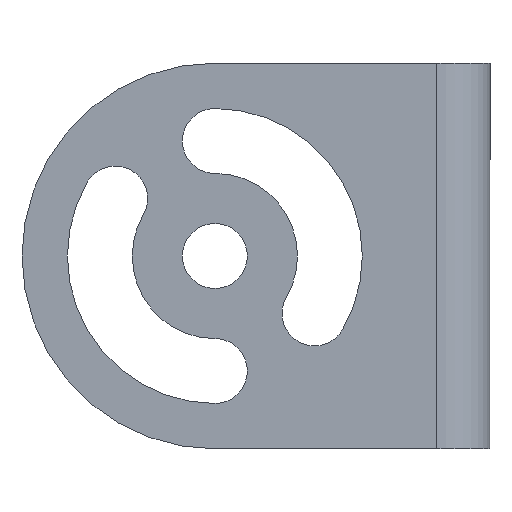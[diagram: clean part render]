
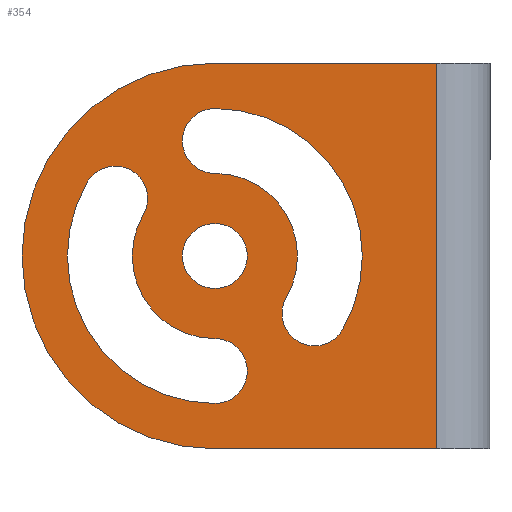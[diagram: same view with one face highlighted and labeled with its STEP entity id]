
A CAD part, front view. The second image highlights one B-rep face of the part: STEP entity #354.
In plain terms, the highlighted planar face has unit normal (0, -1, 0).
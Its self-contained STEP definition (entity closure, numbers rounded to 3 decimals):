
#2 = VERTEX_POINT ( 'NONE', #602 ) ;
#5 = CIRCLE ( 'NONE', #222, 7. ) ;
#16 = CIRCLE ( 'NONE', #477, 2.75 ) ;
#17 = CIRCLE ( 'NONE', #416, 12.5 ) ;
#20 = ORIENTED_EDGE ( 'NONE', *, *, #295, .T. ) ;
#22 = EDGE_CURVE ( 'NONE', #440, #280, #464, .T. ) ;
#24 = ORIENTED_EDGE ( 'NONE', *, *, #210, .T. ) ;
#29 = CARTESIAN_POINT ( 'NONE',  ( -21.65, 0., 0. ) ) ;
#34 = DIRECTION ( 'NONE',  ( 0., 1., 0. ) ) ;
#47 = LINE ( 'NONE', #156, #622 ) ;
#60 = CARTESIAN_POINT ( 'NONE',  ( -21.65, 0., 0. ) ) ;
#61 = DIRECTION ( 'NONE',  ( 0., -1., 0. ) ) ;
#66 = CARTESIAN_POINT ( 'NONE',  ( -21.65, 0., 9.75 ) ) ;
#73 = DIRECTION ( 'NONE',  ( 0., 0., -1. ) ) ;
#74 = CARTESIAN_POINT ( 'NONE',  ( -21.65, 0., -16.35 ) ) ;
#77 = CARTESIAN_POINT ( 'NONE',  ( -21.65, 0., 0. ) ) ;
#81 = AXIS2_PLACEMENT_3D ( 'NONE', #720, #184, #101 ) ;
#97 = EDGE_CURVE ( 'NONE', #104, #104, #499, .T. ) ;
#99 = VERTEX_POINT ( 'NONE', #519 ) ;
#101 = DIRECTION ( 'NONE',  ( 0., 0., 1. ) ) ;
#104 = VERTEX_POINT ( 'NONE', #358 ) ;
#118 = VERTEX_POINT ( 'NONE', #680 ) ;
#120 = CARTESIAN_POINT ( 'NONE',  ( -15.588, 0., -3.5 ) ) ;
#121 = CARTESIAN_POINT ( 'NONE',  ( -27.712, 0., 3.5 ) ) ;
#128 = ORIENTED_EDGE ( 'NONE', *, *, #770, .T. ) ;
#132 = CIRCLE ( 'NONE', #251, 2.75 ) ;
#143 = AXIS2_PLACEMENT_3D ( 'NONE', #442, #191, #270 ) ;
#148 = EDGE_CURVE ( 'NONE', #118, #623, #17, .T. ) ;
#156 = CARTESIAN_POINT ( 'NONE',  ( -2.827, 0., 0. ) ) ;
#164 = CARTESIAN_POINT ( 'NONE',  ( -21.65, 0., 16.35 ) ) ;
#165 = VERTEX_POINT ( 'NONE', #621 ) ;
#174 = EDGE_CURVE ( 'NONE', #480, #440, #739, .T. ) ;
#184 = DIRECTION ( 'NONE',  ( 0., 1., 0. ) ) ;
#191 = DIRECTION ( 'NONE',  ( 0., -1., 0. ) ) ;
#192 = CARTESIAN_POINT ( 'NONE',  ( -21.65, 0., 0. ) ) ;
#194 = CIRCLE ( 'NONE', #673, 12.5 ) ;
#196 = DIRECTION ( 'NONE',  ( 0., 0., 1. ) ) ;
#201 = EDGE_LOOP ( 'NONE', ( #378, #520, #24, #419 ) ) ;
#208 = VECTOR ( 'NONE', #387, 1000. ) ;
#210 = EDGE_CURVE ( 'NONE', #165, #321, #16, .T. ) ;
#222 = AXIS2_PLACEMENT_3D ( 'NONE', #496, #61, #73 ) ;
#227 = FACE_BOUND ( 'NONE', #201, .T. ) ;
#242 = EDGE_CURVE ( 'NONE', #353, #118, #512, .T. ) ;
#251 = AXIS2_PLACEMENT_3D ( 'NONE', #682, #391, #677 ) ;
#270 = DIRECTION ( 'NONE',  ( 0., 0., -1. ) ) ;
#280 = VERTEX_POINT ( 'NONE', #164 ) ;
#282 = FACE_BOUND ( 'NONE', #328, .T. ) ;
#283 = EDGE_CURVE ( 'NONE', #321, #2, #194, .T. ) ;
#295 = EDGE_CURVE ( 'NONE', #480, #99, #47, .T. ) ;
#321 = VERTEX_POINT ( 'NONE', #723 ) ;
#324 = AXIS2_PLACEMENT_3D ( 'NONE', #60, #737, #196 ) ;
#327 = DIRECTION ( 'NONE',  ( 0., 1., 0. ) ) ;
#328 = EDGE_LOOP ( 'NONE', ( #128, #400, #659, #732 ) ) ;
#337 = CARTESIAN_POINT ( 'NONE',  ( -32.475, 0., 6.25 ) ) ;
#344 = CARTESIAN_POINT ( 'NONE',  ( -21.65, 0., -7. ) ) ;
#345 = VERTEX_POINT ( 'NONE', #121 ) ;
#348 = ORIENTED_EDGE ( 'NONE', *, *, #174, .F. ) ;
#353 = VERTEX_POINT ( 'NONE', #344 ) ;
#354 = ADVANCED_FACE ( 'NONE', ( #227, #781, #282, #706 ), #529, .F. ) ;
#358 = CARTESIAN_POINT ( 'NONE',  ( -21.65, 0., 2.75 ) ) ;
#378 = ORIENTED_EDGE ( 'NONE', *, *, #494, .T. ) ;
#387 = DIRECTION ( 'NONE',  ( -1., 0., 0. ) ) ;
#391 = DIRECTION ( 'NONE',  ( 0., 1., 0. ) ) ;
#400 = ORIENTED_EDGE ( 'NONE', *, *, #412, .T. ) ;
#412 = EDGE_CURVE ( 'NONE', #345, #353, #724, .T. ) ;
#416 = AXIS2_PLACEMENT_3D ( 'NONE', #77, #561, #629 ) ;
#419 = ORIENTED_EDGE ( 'NONE', *, *, #283, .T. ) ;
#427 = AXIS2_PLACEMENT_3D ( 'NONE', #192, #495, #719 ) ;
#433 = CARTESIAN_POINT ( 'NONE',  ( -2.827, 0., -16.35 ) ) ;
#440 = VERTEX_POINT ( 'NONE', #727 ) ;
#442 = CARTESIAN_POINT ( 'NONE',  ( -21.65, 0., 0. ) ) ;
#464 = CIRCLE ( 'NONE', #427, 16.35 ) ;
#466 = AXIS2_PLACEMENT_3D ( 'NONE', #467, #488, #641 ) ;
#467 = CARTESIAN_POINT ( 'NONE',  ( -21.65, 0., -9.75 ) ) ;
#468 = ORIENTED_EDGE ( 'NONE', *, *, #22, .F. ) ;
#473 = DIRECTION ( 'NONE',  ( 0., 1., 0. ) ) ;
#477 = AXIS2_PLACEMENT_3D ( 'NONE', #66, #327, #565 ) ;
#480 = VERTEX_POINT ( 'NONE', #433 ) ;
#485 = DIRECTION ( 'NONE',  ( 1., 0., 0. ) ) ;
#488 = DIRECTION ( 'NONE',  ( 0., 1., 0. ) ) ;
#494 = EDGE_CURVE ( 'NONE', #2, #717, #132, .T. ) ;
#495 = DIRECTION ( 'NONE',  ( 0., 1., 0. ) ) ;
#496 = CARTESIAN_POINT ( 'NONE',  ( -21.65, 0., 0. ) ) ;
#499 = CIRCLE ( 'NONE', #324, 2.75 ) ;
#501 = AXIS2_PLACEMENT_3D ( 'NONE', #521, #473, #586 ) ;
#502 = VECTOR ( 'NONE', #485, 1000. ) ;
#512 = CIRCLE ( 'NONE', #466, 2.75 ) ;
#514 = EDGE_CURVE ( 'NONE', #717, #165, #5, .T. ) ;
#519 = CARTESIAN_POINT ( 'NONE',  ( -2.827, 0., 16.35 ) ) ;
#520 = ORIENTED_EDGE ( 'NONE', *, *, #514, .T. ) ;
#521 = CARTESIAN_POINT ( 'NONE',  ( 24.35, 0., 0. ) ) ;
#529 = PLANE ( 'NONE',  #501 ) ;
#546 = DIRECTION ( 'NONE',  ( 0., 0., -1. ) ) ;
#561 = DIRECTION ( 'NONE',  ( 0., 1., 0. ) ) ;
#565 = DIRECTION ( 'NONE',  ( 0., 0., -1. ) ) ;
#575 = EDGE_LOOP ( 'NONE', ( #348, #20, #587, #468 ) ) ;
#577 = DIRECTION ( 'NONE',  ( 0., 0., 1. ) ) ;
#586 = DIRECTION ( 'NONE',  ( 0., 0., 1. ) ) ;
#587 = ORIENTED_EDGE ( 'NONE', *, *, #709, .F. ) ;
#602 = CARTESIAN_POINT ( 'NONE',  ( -10.825, 0., -6.25 ) ) ;
#621 = CARTESIAN_POINT ( 'NONE',  ( -21.65, 0., 7. ) ) ;
#622 = VECTOR ( 'NONE', #577, 1000. ) ;
#623 = VERTEX_POINT ( 'NONE', #337 ) ;
#629 = DIRECTION ( 'NONE',  ( 0., 0., -1. ) ) ;
#641 = DIRECTION ( 'NONE',  ( 0., 0., -1. ) ) ;
#648 = CARTESIAN_POINT ( 'NONE',  ( 0., 0., 16.35 ) ) ;
#659 = ORIENTED_EDGE ( 'NONE', *, *, #242, .T. ) ;
#673 = AXIS2_PLACEMENT_3D ( 'NONE', #29, #34, #546 ) ;
#677 = DIRECTION ( 'NONE',  ( 0., 0., 1. ) ) ;
#680 = CARTESIAN_POINT ( 'NONE',  ( -21.65, 0., -12.5 ) ) ;
#682 = CARTESIAN_POINT ( 'NONE',  ( -13.206, 0., -4.875 ) ) ;
#684 = CIRCLE ( 'NONE', #81, 2.75 ) ;
#706 = FACE_OUTER_BOUND ( 'NONE', #575, .T. ) ;
#708 = LINE ( 'NONE', #648, #502 ) ;
#709 = EDGE_CURVE ( 'NONE', #280, #99, #708, .T. ) ;
#715 = ORIENTED_EDGE ( 'NONE', *, *, #97, .T. ) ;
#717 = VERTEX_POINT ( 'NONE', #120 ) ;
#719 = DIRECTION ( 'NONE',  ( 0., 0., 1. ) ) ;
#720 = CARTESIAN_POINT ( 'NONE',  ( -30.094, 0., 4.875 ) ) ;
#723 = CARTESIAN_POINT ( 'NONE',  ( -21.65, 0., 12.5 ) ) ;
#724 = CIRCLE ( 'NONE', #143, 7. ) ;
#727 = CARTESIAN_POINT ( 'NONE',  ( -21.65, 0., -16.35 ) ) ;
#732 = ORIENTED_EDGE ( 'NONE', *, *, #148, .T. ) ;
#737 = DIRECTION ( 'NONE',  ( 0., 1., 0. ) ) ;
#739 = LINE ( 'NONE', #74, #208 ) ;
#743 = EDGE_LOOP ( 'NONE', ( #715 ) ) ;
#770 = EDGE_CURVE ( 'NONE', #623, #345, #684, .T. ) ;
#781 = FACE_BOUND ( 'NONE', #743, .T. ) ;
